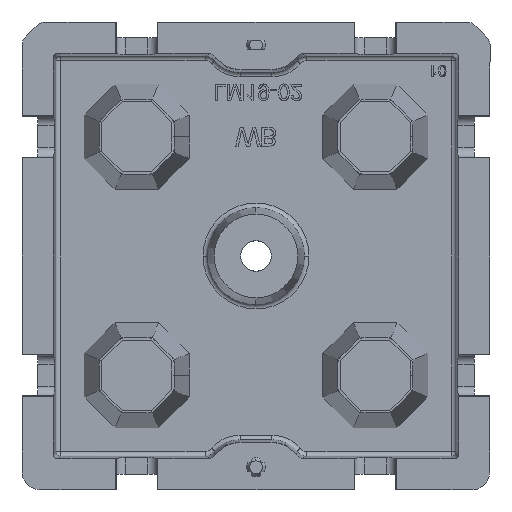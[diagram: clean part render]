
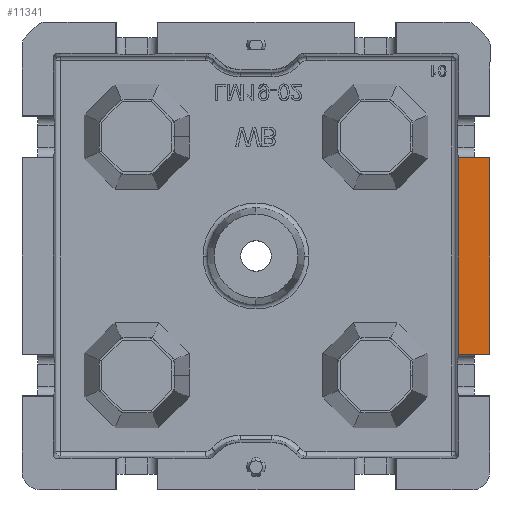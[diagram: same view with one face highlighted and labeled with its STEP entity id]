
A CAD part, front view. The second image highlights one B-rep face of the part: STEP entity #11341.
In plain terms, the highlighted planar face has unit normal (0, -1, 0).
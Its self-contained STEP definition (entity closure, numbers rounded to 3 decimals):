
#340 = EDGE_LOOP ( 'NONE', ( #1862, #6398, #23423, #7240 ) ) ;
#776 = DIRECTION ( 'NONE',  ( 1., 0., 0. ) ) ;
#1460 = VECTOR ( 'NONE', #17480, 1000. ) ;
#1862 = ORIENTED_EDGE ( 'NONE', *, *, #12033, .T. ) ;
#2217 = DIRECTION ( 'NONE',  ( 0., 0., 1. ) ) ;
#4270 = VERTEX_POINT ( 'NONE', #24523 ) ;
#4626 = PLANE ( 'NONE',  #21529 ) ;
#4715 = DIRECTION ( 'NONE',  ( 0., 0., 1. ) ) ;
#5772 = EDGE_CURVE ( 'NONE', #6130, #4270, #15333, .T. ) ;
#6043 = VECTOR ( 'NONE', #776, 1000. ) ;
#6119 = CARTESIAN_POINT ( 'NONE',  ( 37.625, -0.75, 0. ) ) ;
#6130 = VERTEX_POINT ( 'NONE', #21471 ) ;
#6271 = CARTESIAN_POINT ( 'NONE',  ( 38.95, -0.75, 2.25 ) ) ;
#6398 = ORIENTED_EDGE ( 'NONE', *, *, #12556, .F. ) ;
#6772 = CARTESIAN_POINT ( 'NONE',  ( 38.95, -0.75, 23.15 ) ) ;
#7240 = ORIENTED_EDGE ( 'NONE', *, *, #16538, .F. ) ;
#7814 = LINE ( 'NONE', #21813, #1460 ) ;
#9750 = VERTEX_POINT ( 'NONE', #23246 ) ;
#11341 = ADVANCED_FACE ( 'NONE', ( #23747 ), #4626, .F. ) ;
#12033 = EDGE_CURVE ( 'NONE', #13677, #9750, #7814, .T. ) ;
#12556 = EDGE_CURVE ( 'NONE', #6130, #9750, #13842, .T. ) ;
#12807 = CARTESIAN_POINT ( 'NONE',  ( 0., -0.75, 0. ) ) ;
#13677 = VERTEX_POINT ( 'NONE', #15084 ) ;
#13842 = LINE ( 'NONE', #6271, #19878 ) ;
#14051 = VECTOR ( 'NONE', #2217, 1000. ) ;
#14965 = LINE ( 'NONE', #6772, #6043 ) ;
#15084 = CARTESIAN_POINT ( 'NONE',  ( 34.312, -0.75, 23.15 ) ) ;
#15333 = LINE ( 'NONE', #6119, #14051 ) ;
#16538 = EDGE_CURVE ( 'NONE', #13677, #4270, #14965, .T. ) ;
#17480 = DIRECTION ( 'NONE',  ( 0., 0., -1. ) ) ;
#18291 = DIRECTION ( 'NONE',  ( -1., 0., 0. ) ) ;
#19878 = VECTOR ( 'NONE', #18291, 1000. ) ;
#21471 = CARTESIAN_POINT ( 'NONE',  ( 37.625, -0.75, 2.25 ) ) ;
#21529 = AXIS2_PLACEMENT_3D ( 'NONE', #12807, #23002, #4715 ) ;
#21813 = CARTESIAN_POINT ( 'NONE',  ( 34.312, -0.75, 44.456 ) ) ;
#23002 = DIRECTION ( 'NONE',  ( 0., 1., 0. ) ) ;
#23246 = CARTESIAN_POINT ( 'NONE',  ( 34.312, -0.75, 2.25 ) ) ;
#23423 = ORIENTED_EDGE ( 'NONE', *, *, #5772, .T. ) ;
#23747 = FACE_OUTER_BOUND ( 'NONE', #340, .T. ) ;
#24523 = CARTESIAN_POINT ( 'NONE',  ( 37.625, -0.75, 23.15 ) ) ;
